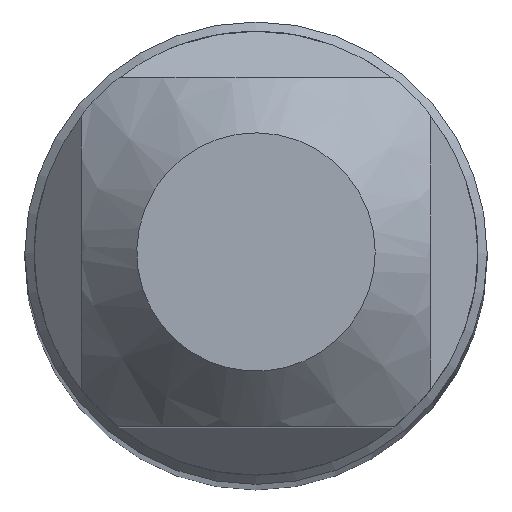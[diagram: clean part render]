
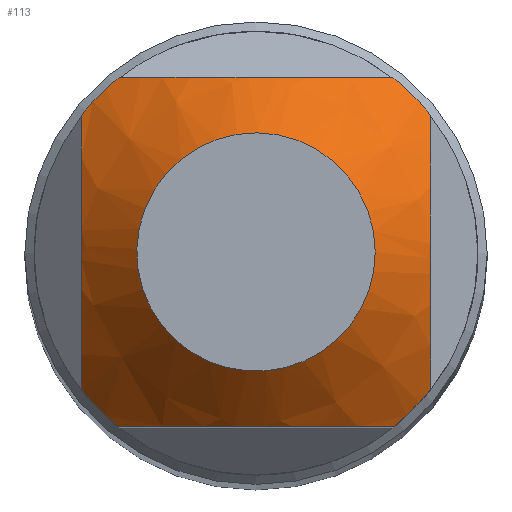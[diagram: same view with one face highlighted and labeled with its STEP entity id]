
A CAD part, top view. The second image highlights one B-rep face of the part: STEP entity #113.
In plain terms, the highlighted conical face has half-angle 45 degrees and reference radius 1.16 mm.
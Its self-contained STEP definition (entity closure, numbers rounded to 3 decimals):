
#113=ADVANCED_FACE('',(#144,#145),#127,.T.);
#127=CONICAL_SURFACE('',#434,1.16,45.);
#144=FACE_BOUND('',#177,.T.);
#145=FACE_BOUND('',#178,.T.);
#177=EDGE_LOOP('',(#227));
#178=EDGE_LOOP('',(#228,#229,#230,#231,#232,#233,#234,#235));
#227=ORIENTED_EDGE('',*,*,#309,.F.);
#228=ORIENTED_EDGE('',*,*,#325,.T.);
#229=ORIENTED_EDGE('',*,*,#326,.T.);
#230=ORIENTED_EDGE('',*,*,#327,.T.);
#231=ORIENTED_EDGE('',*,*,#313,.T.);
#232=ORIENTED_EDGE('',*,*,#328,.T.);
#233=ORIENTED_EDGE('',*,*,#318,.T.);
#234=ORIENTED_EDGE('',*,*,#329,.T.);
#235=ORIENTED_EDGE('',*,*,#323,.T.);
#279=VERTEX_POINT('',#617);
#282=VERTEX_POINT('',#625);
#283=VERTEX_POINT('',#632);
#286=VERTEX_POINT('',#641);
#287=VERTEX_POINT('',#648);
#290=VERTEX_POINT('',#657);
#291=VERTEX_POINT('',#664);
#292=VERTEX_POINT('',#668);
#293=VERTEX_POINT('',#675);
#309=EDGE_CURVE('',#279,#279,#347,.T.);
#313=EDGE_CURVE('',#283,#282,#367,.T.);
#318=EDGE_CURVE('',#287,#286,#368,.T.);
#323=EDGE_CURVE('',#291,#290,#369,.T.);
#325=EDGE_CURVE('',#290,#292,#348,.T.);
#326=EDGE_CURVE('',#292,#293,#370,.T.);
#327=EDGE_CURVE('',#293,#283,#349,.T.);
#328=EDGE_CURVE('',#282,#287,#350,.T.);
#329=EDGE_CURVE('',#286,#291,#351,.T.);
#347=CIRCLE('',#419,1.16);
#348=CIRCLE('',#430,2.16);
#349=CIRCLE('',#431,2.16);
#350=CIRCLE('',#432,2.16);
#351=CIRCLE('',#433,2.16);
#367=B_SPLINE_CURVE_WITH_KNOTS('',3,(#626,#627,#628,#629,#630,#631),
 .UNSPECIFIED.,.F.,.F.,(4,2,4),(0.,0.5,1.),.UNSPECIFIED.);
#368=B_SPLINE_CURVE_WITH_KNOTS('',3,(#642,#643,#644,#645,#646,#647),
 .UNSPECIFIED.,.F.,.F.,(4,2,4),(0.,0.5,1.),.UNSPECIFIED.);
#369=B_SPLINE_CURVE_WITH_KNOTS('',3,(#658,#659,#660,#661,#662,#663),
 .UNSPECIFIED.,.F.,.F.,(4,2,4),(0.,0.5,1.),.UNSPECIFIED.);
#370=B_SPLINE_CURVE_WITH_KNOTS('',3,(#669,#670,#671,#672,#673,#674),
 .UNSPECIFIED.,.F.,.F.,(4,2,4),(0.,0.5,1.),.UNSPECIFIED.);
#419=AXIS2_PLACEMENT_3D('',#616,#487,#488);
#430=AXIS2_PLACEMENT_3D('',#667,#518,#519);
#431=AXIS2_PLACEMENT_3D('',#676,#520,#521);
#432=AXIS2_PLACEMENT_3D('',#677,#522,#523);
#433=AXIS2_PLACEMENT_3D('',#678,#524,#525);
#434=AXIS2_PLACEMENT_3D('',#679,#526,#527);
#487=DIRECTION('',(0.,0.,1.));
#488=DIRECTION('',(1.,0.,0.));
#518=DIRECTION('',(0.,0.,1.));
#519=DIRECTION('',(-1.,0.,0.));
#520=DIRECTION('',(0.,0.,1.));
#521=DIRECTION('',(-1.,0.,0.));
#522=DIRECTION('',(0.,0.,1.));
#523=DIRECTION('',(-1.,0.,0.));
#524=DIRECTION('',(0.,0.,1.));
#525=DIRECTION('',(-1.,0.,0.));
#526=DIRECTION('',(0.,0.,-1.));
#527=DIRECTION('',(-1.,0.,0.));
#616=CARTESIAN_POINT('',(0.,0.,0.));
#617=CARTESIAN_POINT('',(1.16,0.,0.));
#625=CARTESIAN_POINT('',(-1.333,1.7,-1.));
#626=CARTESIAN_POINT('',(1.333,1.7,-1.));
#627=CARTESIAN_POINT('',(0.928,1.7,-0.75));
#628=CARTESIAN_POINT('',(0.475,1.7,-0.54));
#629=CARTESIAN_POINT('',(-0.474,1.7,-0.54));
#630=CARTESIAN_POINT('',(-0.931,1.7,-0.752));
#631=CARTESIAN_POINT('',(-1.333,1.7,-1.));
#632=CARTESIAN_POINT('',(1.333,1.7,-1.));
#641=CARTESIAN_POINT('',(-1.7,-1.333,-1.));
#642=CARTESIAN_POINT('',(-1.7,1.333,-1.));
#643=CARTESIAN_POINT('',(-1.7,0.931,-0.752));
#644=CARTESIAN_POINT('',(-1.7,0.474,-0.54));
#645=CARTESIAN_POINT('',(-1.7,-0.475,-0.54));
#646=CARTESIAN_POINT('',(-1.7,-0.928,-0.75));
#647=CARTESIAN_POINT('',(-1.7,-1.333,-1.));
#648=CARTESIAN_POINT('',(-1.7,1.333,-1.));
#657=CARTESIAN_POINT('',(1.333,-1.7,-1.));
#658=CARTESIAN_POINT('',(-1.333,-1.7,-1.));
#659=CARTESIAN_POINT('',(-0.931,-1.7,-0.752));
#660=CARTESIAN_POINT('',(-0.474,-1.7,-0.54));
#661=CARTESIAN_POINT('',(0.475,-1.7,-0.54));
#662=CARTESIAN_POINT('',(0.928,-1.7,-0.75));
#663=CARTESIAN_POINT('',(1.333,-1.7,-1.));
#664=CARTESIAN_POINT('',(-1.333,-1.7,-1.));
#667=CARTESIAN_POINT('',(0.,0.,-1.));
#668=CARTESIAN_POINT('',(1.7,-1.333,-1.));
#669=CARTESIAN_POINT('',(1.7,-1.333,-1.));
#670=CARTESIAN_POINT('',(1.7,-0.928,-0.75));
#671=CARTESIAN_POINT('',(1.7,-0.475,-0.54));
#672=CARTESIAN_POINT('',(1.7,0.474,-0.54));
#673=CARTESIAN_POINT('',(1.7,0.931,-0.752));
#674=CARTESIAN_POINT('',(1.7,1.333,-1.));
#675=CARTESIAN_POINT('',(1.7,1.333,-1.));
#676=CARTESIAN_POINT('',(0.,0.,-1.));
#677=CARTESIAN_POINT('',(0.,0.,-1.));
#678=CARTESIAN_POINT('',(0.,0.,-1.));
#679=CARTESIAN_POINT('',(0.,0.,0.));
